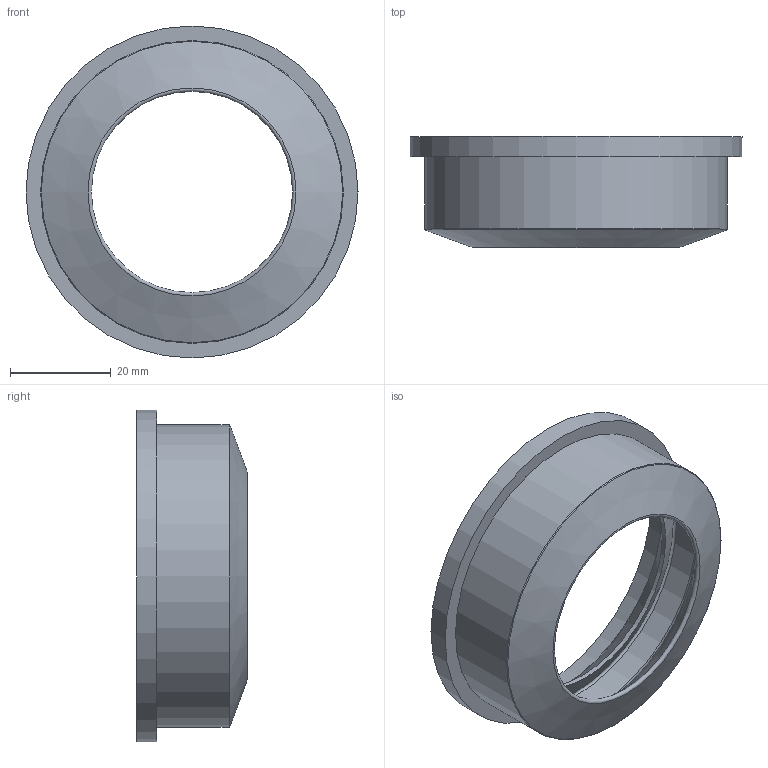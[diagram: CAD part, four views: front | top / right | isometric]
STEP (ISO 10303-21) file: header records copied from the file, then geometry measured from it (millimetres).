
FILE_DESCRIPTION(/* description */ (''),/* implementation_level */ '2;1');
FILE_NAME(/* name */ '881260z.stp',/* time_stamp */ '2024-05-29T15:56:27+02:00',/* author */ ('corinna'),/* organization */ (''),/* preprocessor_version */ 'ST-DEVELOPER v20',/* originating_system */ 'Autodesk Inventor 2024',/* authorisation */ '');
FILE_SCHEMA (('AUTOMOTIVE_DESIGN { 1 0 10303 214 3 1 1 }'));
Length unit declared in the file: millimetre
Products named in the file (1): 881260z
Bounding box: 66 x 22 x 66 mm (x, y, z)
Volume: 15093.3 mm3; surface area: 12520.7 mm2
Topology: 1 solids, 1 shells, 16 faces, 40 edges, 26 vertices
Faces by surface type: cone 5, torus 5, cylinder 4, plane 2
Full cylindrical faces by diameter (mm): 45 x1, 56 x1, 60.2 x1, 66 x1
Entity records: 546 total; most frequent: DIRECTION 105, CARTESIAN_POINT 83, ORIENTED_EDGE 80, AXIS2_PLACEMENT_3D 48, EDGE_CURVE 40, CIRCLE 31, VERTEX_POINT 26, EDGE_LOOP 18
